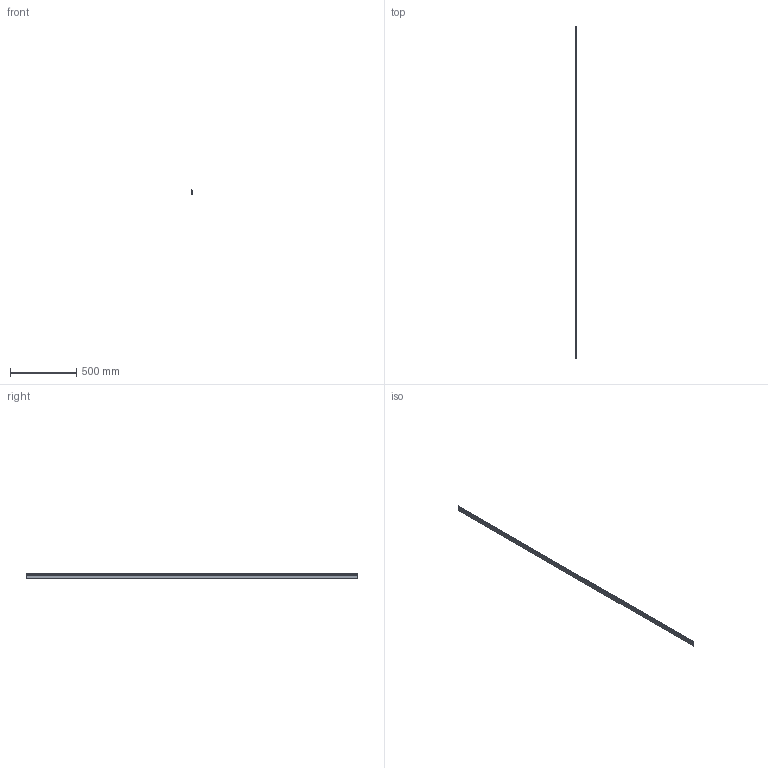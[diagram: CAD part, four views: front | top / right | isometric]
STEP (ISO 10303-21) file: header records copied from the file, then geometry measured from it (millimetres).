
FILE_DESCRIPTION(/* description */ (''),/* implementation_level */ '2;1');
FILE_NAME(/* name */ '1151_250.stp',/* time_stamp */ '2019-08-05T12:22:24+02:00',/* author */ ('Didierr'),/* organization */ (''),/* preprocessor_version */ 'ST-DEVELOPER v17.2',/* originating_system */ 'Autodesk Inventor 2019',/* authorisation */ '');
FILE_SCHEMA (('AUTOMOTIVE_DESIGN { 1 0 10303 214 3 1 1 }'));
Length unit declared in the file: millimetre
Products named in the file (3): 1151_250; 20021; 20022
Assembly tree (2 placements, depth 2):
  1151_250
    20021
    20022
Bounding box: 7.1 x 2500 x 42.5 mm (x, y, z)
Volume: 352689 mm3; surface area: 318548.3 mm2
Topology: 2 solids, 2 shells, 35 faces, 93 edges, 62 vertices
Faces by surface type: plane 25, cylinder 10
Entity records: 1201 total; most frequent: CARTESIAN_POINT 195, DIRECTION 193, ORIENTED_EDGE 186, EDGE_CURVE 93, LINE 73, VECTOR 73, VERTEX_POINT 62, AXIS2_PLACEMENT_3D 60
